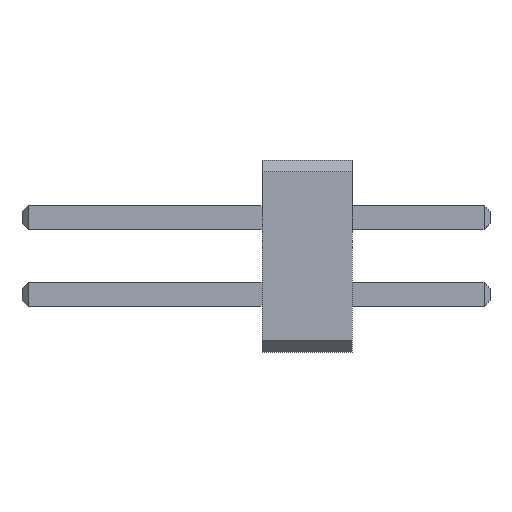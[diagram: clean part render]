
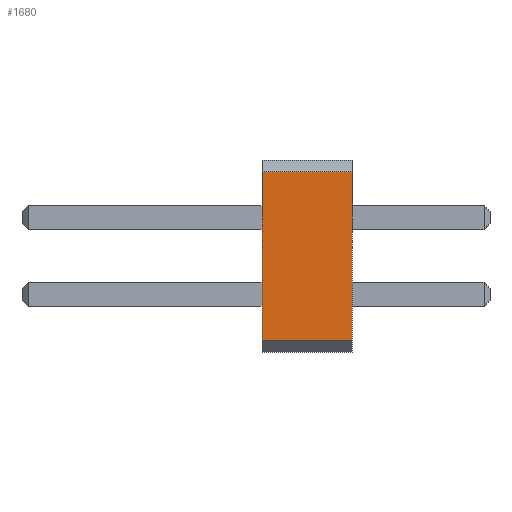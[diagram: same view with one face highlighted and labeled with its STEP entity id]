
A CAD part, left-side view. The second image highlights one B-rep face of the part: STEP entity #1680.
In plain terms, the highlighted planar face has unit normal (-1, 0, 0).
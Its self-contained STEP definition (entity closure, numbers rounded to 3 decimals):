
#345 = LINE ( 'NONE', #1566, #566 ) ;
#399 = AXIS2_PLACEMENT_3D ( 'NONE', #5957, #4092, #4720 ) ;
#428 = VERTEX_POINT ( 'NONE', #3235 ) ;
#466 = EDGE_CURVE ( 'NONE', #988, #7820, #7407, .T. ) ;
#566 = VECTOR ( 'NONE', #6312, 1000. ) ;
#678 = CARTESIAN_POINT ( 'NONE',  ( -0.635, 1.5, 2.035 ) ) ;
#988 = VERTEX_POINT ( 'NONE', #3649 ) ;
#1036 = EDGE_CURVE ( 'NONE', #7820, #428, #6589, .T. ) ;
#1485 = DIRECTION ( 'NONE',  ( 0., 0., 1. ) ) ;
#1566 = CARTESIAN_POINT ( 'NONE',  ( -0.635, 1.5, -0.765 ) ) ;
#1680 = ADVANCED_FACE ( 'NONE', ( #5847 ), #6479, .F. ) ;
#1743 = ORIENTED_EDGE ( 'NONE', *, *, #2419, .T. ) ;
#2419 = EDGE_CURVE ( 'NONE', #7418, #428, #4214, .T. ) ;
#2718 = CARTESIAN_POINT ( 'NONE',  ( -0.635, 1.5, -0.765 ) ) ;
#2966 = ORIENTED_EDGE ( 'NONE', *, *, #5094, .T. ) ;
#3235 = CARTESIAN_POINT ( 'NONE',  ( -0.635, 0., 2.035 ) ) ;
#3288 = EDGE_LOOP ( 'NONE', ( #1743, #4887, #4065, #2966 ) ) ;
#3535 = DIRECTION ( 'NONE',  ( 0., -1., 0. ) ) ;
#3649 = CARTESIAN_POINT ( 'NONE',  ( -0.635, 1.5, -0.765 ) ) ;
#3653 = VECTOR ( 'NONE', #1485, 1000. ) ;
#3722 = CARTESIAN_POINT ( 'NONE',  ( -0.635, 0., -0.765 ) ) ;
#3819 = VECTOR ( 'NONE', #3535, 1000. ) ;
#4065 = ORIENTED_EDGE ( 'NONE', *, *, #466, .F. ) ;
#4092 = DIRECTION ( 'NONE',  ( 1., 0., 0. ) ) ;
#4214 = LINE ( 'NONE', #4860, #7638 ) ;
#4720 = DIRECTION ( 'NONE',  ( 0., 0., -1. ) ) ;
#4860 = CARTESIAN_POINT ( 'NONE',  ( -0.635, 0., -0.765 ) ) ;
#4887 = ORIENTED_EDGE ( 'NONE', *, *, #1036, .F. ) ;
#4906 = DIRECTION ( 'NONE',  ( 0., 0., 1. ) ) ;
#5094 = EDGE_CURVE ( 'NONE', #988, #7418, #345, .T. ) ;
#5847 = FACE_OUTER_BOUND ( 'NONE', #3288, .T. ) ;
#5957 = CARTESIAN_POINT ( 'NONE',  ( -0.635, 1.5, -0.765 ) ) ;
#6312 = DIRECTION ( 'NONE',  ( 0., -1., 0. ) ) ;
#6479 = PLANE ( 'NONE',  #399 ) ;
#6589 = LINE ( 'NONE', #678, #3819 ) ;
#7407 = LINE ( 'NONE', #2718, #3653 ) ;
#7418 = VERTEX_POINT ( 'NONE', #3722 ) ;
#7638 = VECTOR ( 'NONE', #4906, 1000. ) ;
#7684 = CARTESIAN_POINT ( 'NONE',  ( -0.635, 1.5, 2.035 ) ) ;
#7820 = VERTEX_POINT ( 'NONE', #7684 ) ;
